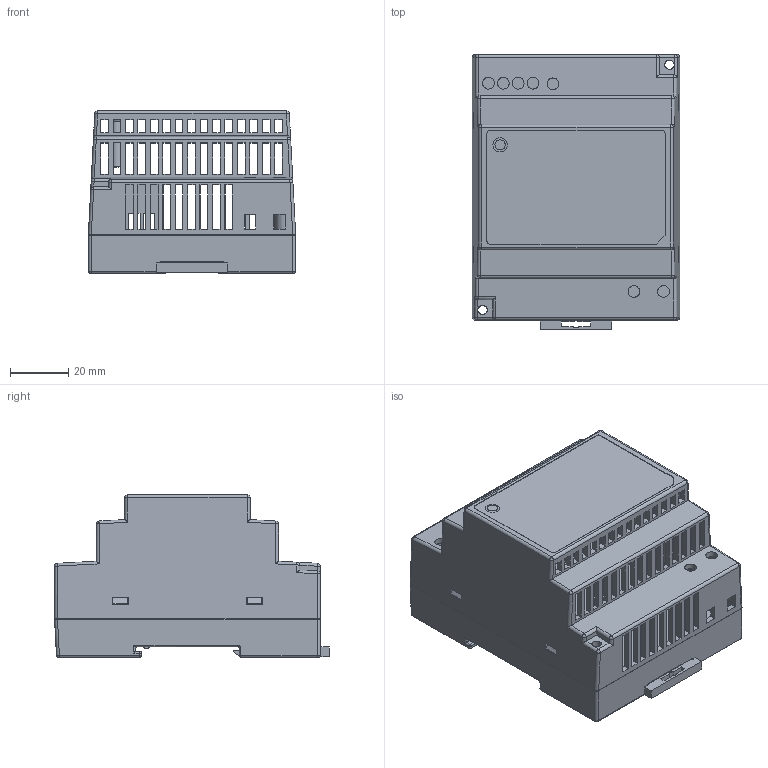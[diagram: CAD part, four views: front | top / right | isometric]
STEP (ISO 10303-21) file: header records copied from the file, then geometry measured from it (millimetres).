
FILE_DESCRIPTION (( 'STEP AP214' ), '1' );
FILE_NAME ('PSL-12-060.STEP', '2018-05-10T10:21:31', ( '' ), ( '' ), 'SwSTEP 2.0', 'SolidWorks 2017', '' );
FILE_SCHEMA (( 'AUTOMOTIVE_DESIGN' ));
Length unit declared in the file: inch
Products named in the file (1): PSL-12-060
Bounding box: 71 x 94.17 x 55.6 mm (x, y, z)
Volume: 53493.7 mm3; surface area: 59292.8 mm2
Topology: 4 solids, 4 shells, 947 faces, 2622 edges, 1648 vertices
Faces by surface type: plane 656, cylinder 189, bspline 71, cone 28, torus 3
Full cylindrical faces by diameter (mm): 2.5 x2, 3.2 x4, 3.5 x1, 3.95 x2, 4 x7
Entity records: 32325 total; most frequent: CARTESIAN_POINT 9036, ORIENTED_EDGE 5158, DIRECTION 4160, EDGE_CURVE 2579, VECTOR 1986, LINE 1986, VERTEX_POINT 1642, EDGE_LOOP 1151
